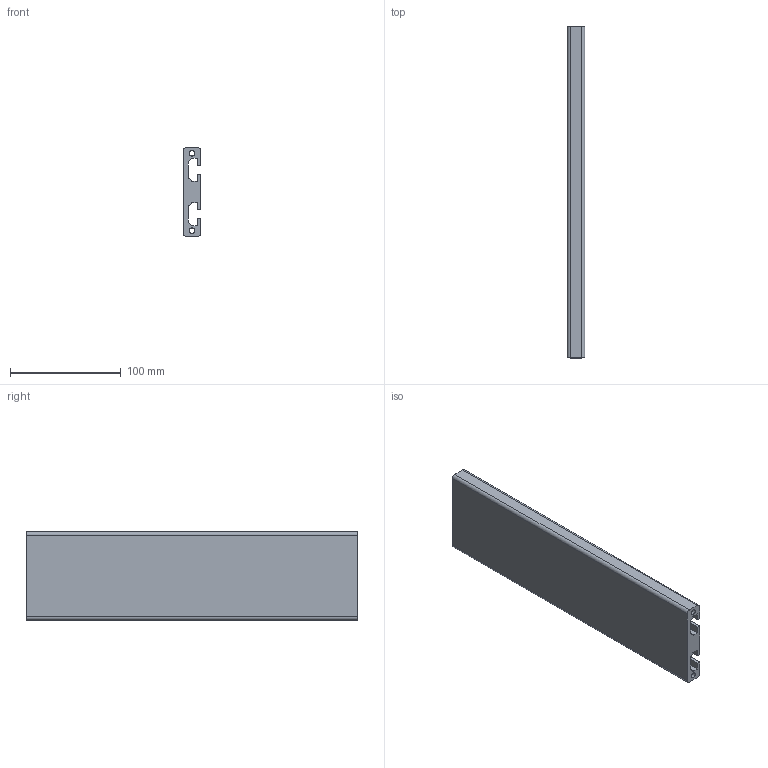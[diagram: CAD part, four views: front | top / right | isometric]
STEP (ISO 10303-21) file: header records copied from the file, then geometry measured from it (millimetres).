
FILE_DESCRIPTION (( 'STEP AP214' ), '1' );
FILE_NAME ('1728153106151.step', '2024-10-05T18:32:08', ( 'Windows User' ), ( '' ), 'SwSTEP 2.0', 'SolidWorks 2011', '' );
FILE_SCHEMA (( 'AUTOMOTIVE_DESIGN' ));
Length unit declared in the file: millimetre
Products named in the file (2): 1.09.016080.24SPx300.00(1); 1728153106151
Assembly tree (1 placements, depth 2):
  1728153106151
    1.09.016080.24SPx300.00(1)
Bounding box: 16 x 300 x 80 mm (x, y, z)
Volume: 251405 mm3; surface area: 96191.4 mm2
Topology: 1 solids, 1 shells, 81 faces, 234 edges, 156 vertices
Faces by surface type: cylinder 42, plane 39
Entity records: 2766 total; most frequent: DIRECTION 488, CARTESIAN_POINT 475, ORIENTED_EDGE 468, EDGE_CURVE 234, AXIS2_PLACEMENT_3D 169, VERTEX_POINT 156, VECTOR 150, LINE 150
